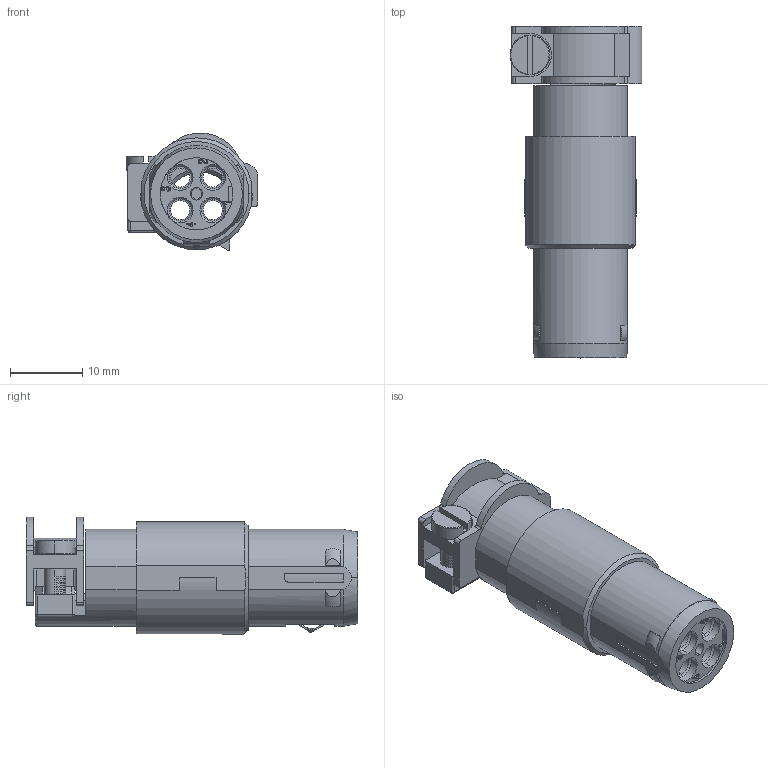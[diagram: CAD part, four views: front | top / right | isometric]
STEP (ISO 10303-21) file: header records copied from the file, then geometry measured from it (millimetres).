
FILE_DESCRIPTION((''),'2;1');
FILE_NAME('3D_1290040200082_EMC-004-FC_V1_','2019-03-14T',('p.lin'),(''),'PRO/ENGINEER BY PARAMETRIC TECHNOLOGY CORPORATION, 2014000','PRO/ENGINEER BY PARAMETRIC TECHNOLOGY CORPORATION, 2014000','');
FILE_SCHEMA(('CONFIG_CONTROL_DESIGN'));
Length unit declared in the file: millimetre
Products named in the file (1): 3D_1290040200082_EMC-004-FC_V1_
Bounding box: 18.25 x 45.95 x 16.34 mm (x, y, z)
Volume: 5399.3 mm3; surface area: 4735.5 mm2
Topology: 1 solids, 1 shells, 319 faces, 946 edges, 649 vertices
Faces by surface type: plane 147, cylinder 90, extrusion 40, cone 22, torus 10, bspline 8, sphere 2
Entity records: 11926 total; most frequent: CARTESIAN_POINT 3341, ORIENTED_EDGE 1880, DIRECTION 1656, EDGE_CURVE 940, VERTEX_POINT 649, AXIS2_PLACEMENT_3D 570, VECTOR 516, LINE 476
